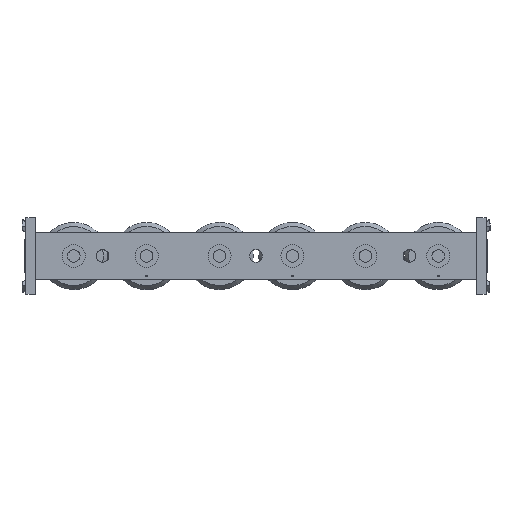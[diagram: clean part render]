
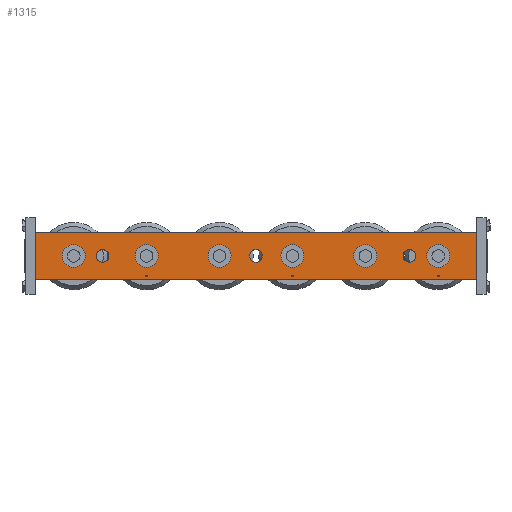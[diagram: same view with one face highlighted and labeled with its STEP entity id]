
A CAD part, top view. The second image highlights one B-rep face of the part: STEP entity #1315.
In plain terms, the highlighted face is planar.
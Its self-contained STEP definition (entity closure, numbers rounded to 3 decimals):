
#129=CARTESIAN_POINT('',(172.5,-10.45,-7.25));
#130=VERTEX_POINT('',#129);
#131=CARTESIAN_POINT('',(172.,-10.45,-7.25));
#132=DIRECTION('',(0.0,0.0,1.0));
#133=DIRECTION('',(1.0,0.0,0.0));
#134=AXIS2_PLACEMENT_3D('',#131,#132,#133);
#135=CIRCLE('',#134,0.5);
#136=EDGE_CURVE('',#130,#130,#135,.T.);
#166=CARTESIAN_POINT('',(96.5,-10.45,-7.25));
#167=VERTEX_POINT('',#166);
#168=CARTESIAN_POINT('',(96.,-10.45,-7.25));
#169=DIRECTION('',(0.0,0.0,1.0));
#170=DIRECTION('',(1.0,0.0,0.0));
#171=AXIS2_PLACEMENT_3D('',#168,#169,#170);
#172=CIRCLE('',#171,0.5);
#173=EDGE_CURVE('',#167,#167,#172,.T.);
#203=CARTESIAN_POINT('',(20.5,-10.45,-7.25));
#204=VERTEX_POINT('',#203);
#205=CARTESIAN_POINT('',(20.0,-10.45,-7.25));
#206=DIRECTION('',(0.0,0.0,1.0));
#207=DIRECTION('',(1.0,0.0,0.0));
#208=AXIS2_PLACEMENT_3D('',#205,#206,#207);
#209=CIRCLE('',#208,0.5);
#210=EDGE_CURVE('',#204,#204,#209,.T.);
#234=CARTESIAN_POINT('',(198.323,0.0,-7.25));
#235=VERTEX_POINT('',#234);
#236=CARTESIAN_POINT('',(195.0,0.0,-7.25));
#237=DIRECTION('',(0.0,0.0,1.0));
#238=DIRECTION('',(1.0,0.0,0.0));
#239=AXIS2_PLACEMENT_3D('',#236,#237,#238);
#240=CIRCLE('',#239,3.324);
#241=EDGE_CURVE('',#235,#235,#240,.T.);
#262=CARTESIAN_POINT('',(118.324,0.0,-7.25));
#263=VERTEX_POINT('',#262);
#264=CARTESIAN_POINT('',(115.0,0.0,-7.25));
#265=DIRECTION('',(0.0,0.0,1.0));
#266=DIRECTION('',(1.0,0.0,0.0));
#267=AXIS2_PLACEMENT_3D('',#264,#265,#266);
#268=CIRCLE('',#267,3.324);
#269=EDGE_CURVE('',#263,#263,#268,.T.);
#290=CARTESIAN_POINT('',(38.323,0.0,-7.25));
#291=VERTEX_POINT('',#290);
#292=CARTESIAN_POINT('',(35.0,0.0,-7.25));
#293=DIRECTION('',(0.0,0.0,1.0));
#294=DIRECTION('',(1.0,0.0,0.0));
#295=AXIS2_PLACEMENT_3D('',#292,#293,#294);
#296=CIRCLE('',#295,3.324);
#297=EDGE_CURVE('',#291,#291,#296,.T.);
#531=CARTESIAN_POINT('',(204.,0.0,-7.25));
#532=VERTEX_POINT('',#531);
#533=CARTESIAN_POINT('',(210.,0.0,-7.25));
#534=DIRECTION('',(0.0,0.0,1.0));
#535=DIRECTION('',(-1.0,0.0,0.0));
#536=AXIS2_PLACEMENT_3D('',#533,#534,#535);
#537=CIRCLE('',#536,6.);
#538=EDGE_CURVE('',#532,#532,#537,.T.);
#639=CARTESIAN_POINT('',(128.0,0.0,-7.25));
#640=VERTEX_POINT('',#639);
#641=CARTESIAN_POINT('',(134.,0.0,-7.25));
#642=DIRECTION('',(0.0,0.0,1.0));
#643=DIRECTION('',(-1.0,0.0,0.0));
#644=AXIS2_PLACEMENT_3D('',#641,#642,#643);
#645=CIRCLE('',#644,6.);
#646=EDGE_CURVE('',#640,#640,#645,.T.);
#747=CARTESIAN_POINT('',(52.,0.0,-7.25));
#748=VERTEX_POINT('',#747);
#749=CARTESIAN_POINT('',(58.,0.0,-7.25));
#750=DIRECTION('',(0.0,0.0,1.0));
#751=DIRECTION('',(-1.0,0.0,0.0));
#752=AXIS2_PLACEMENT_3D('',#749,#750,#751);
#753=CIRCLE('',#752,6.);
#754=EDGE_CURVE('',#748,#748,#753,.T.);
#855=CARTESIAN_POINT('',(166.0,0.0,-7.25));
#856=VERTEX_POINT('',#855);
#857=CARTESIAN_POINT('',(172.,0.0,-7.25));
#858=DIRECTION('',(0.0,0.0,1.0));
#859=DIRECTION('',(-1.0,0.0,0.0));
#860=AXIS2_PLACEMENT_3D('',#857,#858,#859);
#861=CIRCLE('',#860,6.);
#862=EDGE_CURVE('',#856,#856,#861,.T.);
#963=CARTESIAN_POINT('',(90.0,0.0,-7.25));
#964=VERTEX_POINT('',#963);
#965=CARTESIAN_POINT('',(96.,0.0,-7.25));
#966=DIRECTION('',(0.0,0.0,1.0));
#967=DIRECTION('',(-1.0,0.0,0.0));
#968=AXIS2_PLACEMENT_3D('',#965,#966,#967);
#969=CIRCLE('',#968,6.);
#970=EDGE_CURVE('',#964,#964,#969,.T.);
#1182=CARTESIAN_POINT('',(14.0,0.0,-7.25));
#1183=VERTEX_POINT('',#1182);
#1184=CARTESIAN_POINT('',(20.0,0.0,-7.25));
#1185=DIRECTION('',(0.0,0.0,1.0));
#1186=DIRECTION('',(-1.0,0.0,0.0));
#1187=AXIS2_PLACEMENT_3D('',#1184,#1185,#1186);
#1188=CIRCLE('',#1187,6.);
#1189=EDGE_CURVE('',#1183,#1183,#1188,.T.);
#1216=CARTESIAN_POINT('',(230.0,12.45,-7.25));
#1217=VERTEX_POINT('',#1216);
#1224=CARTESIAN_POINT('',(0.0,12.45,-7.25));
#1225=VERTEX_POINT('',#1224);
#1226=CARTESIAN_POINT('',(0.0,12.45,-7.25));
#1227=DIRECTION('',(1.0,0.0,0.0));
#1228=VECTOR('',#1227,230.0);
#1229=LINE('',#1226,#1228);
#1230=EDGE_CURVE('',#1225,#1217,#1229,.T.);
#1249=CARTESIAN_POINT('',(0.0,12.45,-7.25));
#1250=DIRECTION('',(0.0,0.0,-1.0));
#1251=DIRECTION('',(-1.0,0.0,0.0));
#1252=AXIS2_PLACEMENT_3D('',#1249,#1250,#1251);
#1253=PLANE('',#1252);
#1254=CARTESIAN_POINT('',(230.0,-12.45,-7.25));
#1255=VERTEX_POINT('',#1254);
#1256=CARTESIAN_POINT('',(230.0,12.45,-7.25));
#1257=DIRECTION('',(0.0,-1.0,0.0));
#1258=VECTOR('',#1257,24.9);
#1259=LINE('',#1256,#1258);
#1260=EDGE_CURVE('',#1217,#1255,#1259,.T.);
#1261=ORIENTED_EDGE('',*,*,#1260,.T.);
#1262=CARTESIAN_POINT('',(0.0,-12.45,-7.25));
#1263=VERTEX_POINT('',#1262);
#1264=CARTESIAN_POINT('',(0.0,-12.45,-7.25));
#1265=DIRECTION('',(1.0,0.0,0.0));
#1266=VECTOR('',#1265,230.0);
#1267=LINE('',#1264,#1266);
#1268=EDGE_CURVE('',#1263,#1255,#1267,.T.);
#1269=ORIENTED_EDGE('',*,*,#1268,.F.);
#1270=CARTESIAN_POINT('',(0.0,12.45,-7.25));
#1271=DIRECTION('',(0.0,-1.0,0.0));
#1272=VECTOR('',#1271,24.9);
#1273=LINE('',#1270,#1272);
#1274=EDGE_CURVE('',#1225,#1263,#1273,.T.);
#1275=ORIENTED_EDGE('',*,*,#1274,.F.);
#1276=ORIENTED_EDGE('',*,*,#1230,.T.);
#1277=EDGE_LOOP('',(#1261,#1269,#1275,#1276));
#1278=FACE_OUTER_BOUND('',#1277,.T.);
#1279=ORIENTED_EDGE('',*,*,#136,.T.);
#1280=EDGE_LOOP('',(#1279));
#1281=FACE_BOUND('',#1280,.T.);
#1282=ORIENTED_EDGE('',*,*,#173,.T.);
#1283=EDGE_LOOP('',(#1282));
#1284=FACE_BOUND('',#1283,.T.);
#1285=ORIENTED_EDGE('',*,*,#210,.T.);
#1286=EDGE_LOOP('',(#1285));
#1287=FACE_BOUND('',#1286,.T.);
#1288=ORIENTED_EDGE('',*,*,#241,.T.);
#1289=EDGE_LOOP('',(#1288));
#1290=FACE_BOUND('',#1289,.T.);
#1291=ORIENTED_EDGE('',*,*,#269,.T.);
#1292=EDGE_LOOP('',(#1291));
#1293=FACE_BOUND('',#1292,.T.);
#1294=ORIENTED_EDGE('',*,*,#297,.T.);
#1295=EDGE_LOOP('',(#1294));
#1296=FACE_BOUND('',#1295,.T.);
#1297=ORIENTED_EDGE('',*,*,#538,.T.);
#1298=EDGE_LOOP('',(#1297));
#1299=FACE_BOUND('',#1298,.T.);
#1300=ORIENTED_EDGE('',*,*,#646,.T.);
#1301=EDGE_LOOP('',(#1300));
#1302=FACE_BOUND('',#1301,.T.);
#1303=ORIENTED_EDGE('',*,*,#754,.T.);
#1304=EDGE_LOOP('',(#1303));
#1305=FACE_BOUND('',#1304,.T.);
#1306=ORIENTED_EDGE('',*,*,#862,.T.);
#1307=EDGE_LOOP('',(#1306));
#1308=FACE_BOUND('',#1307,.T.);
#1309=ORIENTED_EDGE('',*,*,#970,.T.);
#1310=EDGE_LOOP('',(#1309));
#1311=FACE_BOUND('',#1310,.T.);
#1312=ORIENTED_EDGE('',*,*,#1189,.T.);
#1313=EDGE_LOOP('',(#1312));
#1314=FACE_BOUND('',#1313,.T.);
#1315=ADVANCED_FACE('',(#1278,#1281,#1284,#1287,#1290,#1293,#1296,#1299,#1302,#1305,#1308,#1311,#1314),#1253,.T.);
